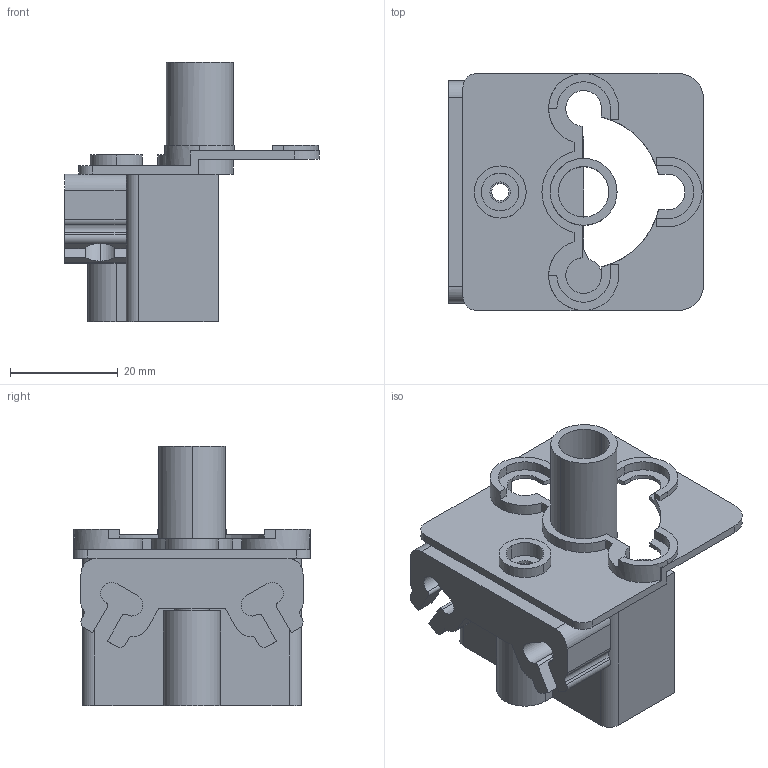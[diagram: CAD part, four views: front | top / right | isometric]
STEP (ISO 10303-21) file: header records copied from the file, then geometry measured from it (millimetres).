
FILE_DESCRIPTION(('starvars output'),'2;1');
FILE_NAME('9001KM55LR_3D.stp','19:31:58 2020/03/31',( 'Thomas Industrial Network Germany GmbH'),( 'Thomas Industrial Network Germany GmbH'),'unknown preprocess','ACIS' ,'unknown authorization');
FILE_SCHEMA(('AUTOMOTIVE_DESIGN_CC2 {UNKNOWN IMPLEMENTATION LEVEL}'));
Length unit declared in the file: millimetre
Products named in the file (1): PRODUCT_ID_22
Bounding box: 47.22 x 43.89 x 48.01 mm (x, y, z)
Volume: 24063.6 mm3; surface area: 10458.4 mm2
Topology: 1 solids, 1 shells, 180 faces, 509 edges, 334 vertices
Faces by surface type: plane 99, cylinder 81
Entity records: 6789 total; most frequent: ORIENTED_EDGE 1018, CARTESIAN_POINT 1016, DIRECTION 759, EDGE_CURVE 509, VERTEX_POINT 334, VECTOR 285, LINE 285, AXIS2_PLACEMENT_3D 237
